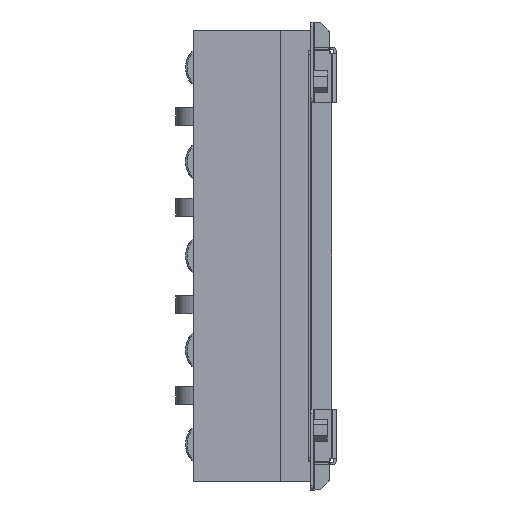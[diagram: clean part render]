
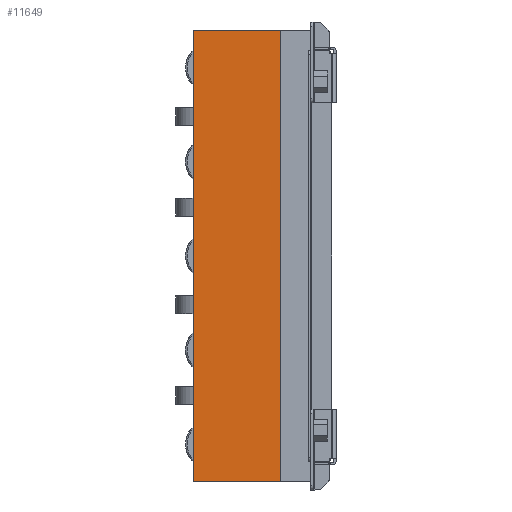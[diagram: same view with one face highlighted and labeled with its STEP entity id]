
A CAD part, left-side view. The second image highlights one B-rep face of the part: STEP entity #11649.
In plain terms, the highlighted planar face has unit normal (-1, 0, 0).
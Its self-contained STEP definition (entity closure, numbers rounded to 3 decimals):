
#1479=FACE_OUTER_BOUND('',#2141,.T.);
#2141=EDGE_LOOP('',(#10743,#10744,#10745,#10746));
#3464=LINE('',#23667,#4262);
#3471=LINE('',#23681,#4269);
#3473=LINE('',#23684,#4271);
#3474=LINE('',#23685,#4272);
#4262=VECTOR('',#15895,480.);
#4269=VECTOR('',#15906,480.);
#4271=VECTOR('',#15910,93.);
#4272=VECTOR('',#15911,93.);
#5445=VERTEX_POINT('',#23664);
#5446=VERTEX_POINT('',#23666);
#5450=VERTEX_POINT('',#23678);
#5451=VERTEX_POINT('',#23680);
#7214=EDGE_CURVE('',#5445,#5446,#3464,.T.);
#7221=EDGE_CURVE('',#5451,#5450,#3471,.T.);
#7223=EDGE_CURVE('',#5445,#5451,#3473,.T.);
#7224=EDGE_CURVE('',#5446,#5450,#3474,.T.);
#10743=ORIENTED_EDGE('',*,*,#7223,.T.);
#10744=ORIENTED_EDGE('',*,*,#7221,.T.);
#10745=ORIENTED_EDGE('',*,*,#7224,.F.);
#10746=ORIENTED_EDGE('',*,*,#7214,.F.);
#11032=PLANE('',#12807);
#11649=ADVANCED_FACE('',(#1479),#11032,.T.);
#12807=AXIS2_PLACEMENT_3D('',#23683,#15908,#15909);
#15895=DIRECTION('',(0.,0.,1.));
#15906=DIRECTION('',(0.,0.,1.));
#15908=DIRECTION('center_axis',(-1.,0.,0.));
#15909=DIRECTION('ref_axis',(0.,-1.,0.));
#15910=DIRECTION('',(0.,-1.,0.));
#15911=DIRECTION('',(0.,-1.,0.));
#23664=CARTESIAN_POINT('',(50.394,194.246,192.723));
#23666=CARTESIAN_POINT('',(50.394,194.246,672.723));
#23667=CARTESIAN_POINT('',(50.394,194.246,192.723));
#23678=CARTESIAN_POINT('',(50.394,101.246,672.723));
#23680=CARTESIAN_POINT('',(50.394,101.246,192.723));
#23681=CARTESIAN_POINT('',(50.394,101.246,192.723));
#23683=CARTESIAN_POINT('Origin',(50.394,194.246,192.723));
#23684=CARTESIAN_POINT('',(50.394,194.246,192.723));
#23685=CARTESIAN_POINT('',(50.394,194.246,672.723));
